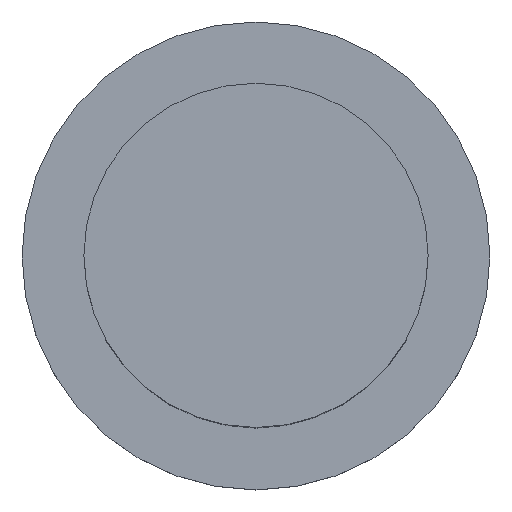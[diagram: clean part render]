
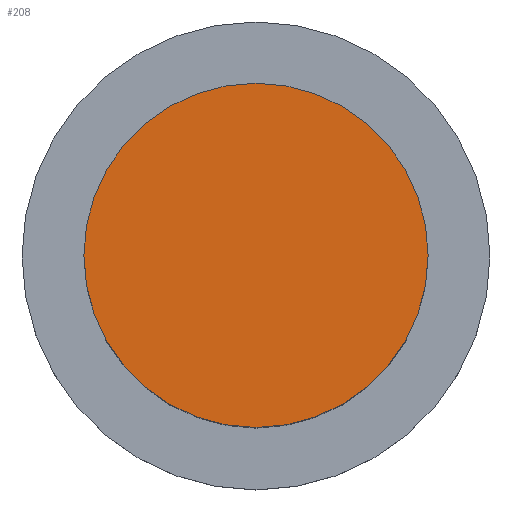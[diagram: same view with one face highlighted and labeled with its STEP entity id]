
A CAD part, top view. The second image highlights one B-rep face of the part: STEP entity #208.
In plain terms, the highlighted planar face has unit normal (0, 0, 1).
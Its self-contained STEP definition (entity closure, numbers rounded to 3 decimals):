
#29 = EDGE_CURVE ( 'NONE', #55, #142, #122, .T. ) ;
#30 = AXIS2_PLACEMENT_3D ( 'NONE', #149, #275, #262 ) ;
#31 = DIRECTION ( 'NONE',  ( 0., 0., 1. ) ) ;
#35 = CARTESIAN_POINT ( 'NONE',  ( 0., 0., 20.15 ) ) ;
#38 = DIRECTION ( 'NONE',  ( 0., 0., 1. ) ) ;
#39 = CARTESIAN_POINT ( 'NONE',  ( -10.3, 0., 20.15 ) ) ;
#55 = VERTEX_POINT ( 'NONE', #215 ) ;
#79 = ORIENTED_EDGE ( 'NONE', *, *, #29, .T. ) ;
#87 = DIRECTION ( 'NONE',  ( 1., 0., 0. ) ) ;
#118 = CARTESIAN_POINT ( 'NONE',  ( 0., 0., 20.15 ) ) ;
#122 = CIRCLE ( 'NONE', #222, 10.3 ) ;
#134 = AXIS2_PLACEMENT_3D ( 'NONE', #118, #31, #87 ) ;
#138 = PLANE ( 'NONE',  #134 ) ;
#142 = VERTEX_POINT ( 'NONE', #39 ) ;
#149 = CARTESIAN_POINT ( 'NONE',  ( 0., 0., 20.15 ) ) ;
#153 = EDGE_CURVE ( 'NONE', #142, #55, #183, .T. ) ;
#183 = CIRCLE ( 'NONE', #30, 10.3 ) ;
#188 = ORIENTED_EDGE ( 'NONE', *, *, #153, .T. ) ;
#208 = ADVANCED_FACE ( 'NONE', ( #244 ), #138, .T. ) ;
#209 = EDGE_LOOP ( 'NONE', ( #188, #79 ) ) ;
#211 = DIRECTION ( 'NONE',  ( 1., 0., 0. ) ) ;
#215 = CARTESIAN_POINT ( 'NONE',  ( 10.3, 0., 20.15 ) ) ;
#222 = AXIS2_PLACEMENT_3D ( 'NONE', #35, #38, #211 ) ;
#244 = FACE_OUTER_BOUND ( 'NONE', #209, .T. ) ;
#262 = DIRECTION ( 'NONE',  ( 1., 0., 0. ) ) ;
#275 = DIRECTION ( 'NONE',  ( 0., 0., 1. ) ) ;
